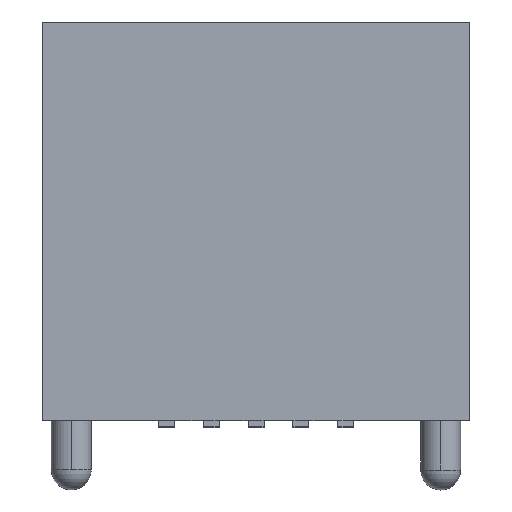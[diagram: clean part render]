
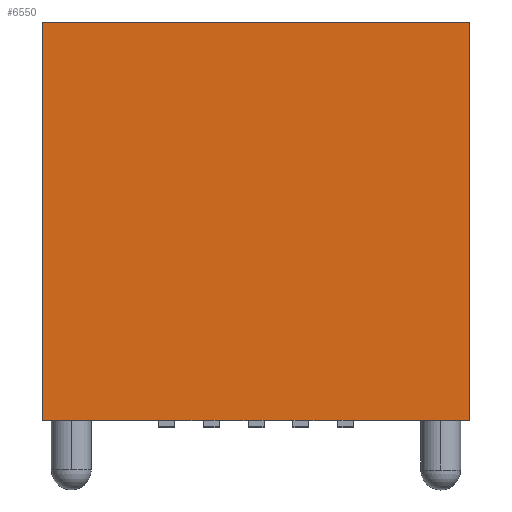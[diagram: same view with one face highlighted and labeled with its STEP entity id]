
A CAD part, top view. The second image highlights one B-rep face of the part: STEP entity #6550.
In plain terms, the highlighted planar face has unit normal (0, 0, 1).
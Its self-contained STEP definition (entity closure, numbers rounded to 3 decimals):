
#112=DIRECTION('',(1.,0.,0.));
#113=VECTOR('',#112,0.644);
#114=CARTESIAN_POINT('',(-9.318,0.,3.493));
#115=LINE('',#114,#113);
#144=DIRECTION('',(1.,0.,0.));
#145=VECTOR('',#144,0.644);
#146=CARTESIAN_POINT('',(-8.318,0.,3.493));
#147=LINE('',#146,#145);
#176=DIRECTION('',(1.,0.,0.));
#177=VECTOR('',#176,0.644);
#178=CARTESIAN_POINT('',(-7.318,0.,3.493));
#179=LINE('',#178,#177);
#208=DIRECTION('',(1.,0.,0.));
#209=VECTOR('',#208,0.644);
#210=CARTESIAN_POINT('',(-6.318,0.,3.493));
#211=LINE('',#210,#209);
#240=DIRECTION('',(1.,0.,0.));
#241=VECTOR('',#240,2.592);
#242=CARTESIAN_POINT('',(-5.318,0.,3.493));
#243=LINE('',#242,#241);
#268=DIRECTION('',(1.,0.,0.));
#269=VECTOR('',#268,2.592);
#270=CARTESIAN_POINT('',(-12.27,0.,3.493));
#271=LINE('',#270,#269);
#723=DIRECTION('',(-1.,0.,0.));
#724=VECTOR('',#723,9.544);
#725=CARTESIAN_POINT('',(-2.726,8.89,3.493));
#726=LINE('',#725,#724);
#915=DIRECTION('',(0.,-1.,0.));
#916=VECTOR('',#915,8.89);
#917=CARTESIAN_POINT('',(-2.726,8.89,3.493));
#918=LINE('',#917,#916);
#919=DIRECTION('',(-1.,0.,0.));
#920=VECTOR('',#919,0.356);
#921=CARTESIAN_POINT('',(-5.318,0.,3.493));
#922=LINE('',#921,#920);
#923=DIRECTION('',(-1.,0.,0.));
#924=VECTOR('',#923,0.356);
#925=CARTESIAN_POINT('',(-7.318,0.,3.493));
#926=LINE('',#925,#924);
#927=DIRECTION('',(-1.,0.,0.));
#928=VECTOR('',#927,0.356);
#929=CARTESIAN_POINT('',(-8.318,0.,3.493));
#930=LINE('',#929,#928);
#931=DIRECTION('',(-1.,0.,0.));
#932=VECTOR('',#931,0.36);
#933=CARTESIAN_POINT('',(-9.318,0.,3.493));
#934=LINE('',#933,#932);
#935=DIRECTION('',(0.,1.,0.));
#936=VECTOR('',#935,8.89);
#937=CARTESIAN_POINT('',(-12.27,0.,3.493));
#938=LINE('',#937,#936);
#3397=DIRECTION('',(1.,0.,0.));
#3398=VECTOR('',#3397,0.356);
#3399=CARTESIAN_POINT('',(-6.673,0.,3.493));
#3400=LINE('',#3399,#3398);
#4333=CARTESIAN_POINT('',(-9.678,0.,3.493));
#4335=VERTEX_POINT('',#4333);
#4384=CARTESIAN_POINT('',(-9.318,0.,3.493));
#4385=VERTEX_POINT('',#4384);
#4386=CARTESIAN_POINT('',(-8.673,0.,3.493));
#4387=VERTEX_POINT('',#4386);
#4400=CARTESIAN_POINT('',(-8.318,0.,3.493));
#4401=VERTEX_POINT('',#4400);
#4402=CARTESIAN_POINT('',(-7.673,0.,3.493));
#4403=VERTEX_POINT('',#4402);
#4416=CARTESIAN_POINT('',(-7.318,0.,3.493));
#4417=VERTEX_POINT('',#4416);
#4418=CARTESIAN_POINT('',(-6.673,0.,3.493));
#4419=VERTEX_POINT('',#4418);
#4432=CARTESIAN_POINT('',(-6.318,0.,3.493));
#4433=VERTEX_POINT('',#4432);
#4434=CARTESIAN_POINT('',(-5.673,0.,3.493));
#4435=VERTEX_POINT('',#4434);
#4448=CARTESIAN_POINT('',(-5.318,0.,3.493));
#4449=VERTEX_POINT('',#4448);
#4450=CARTESIAN_POINT('',(-2.726,0.,3.493));
#4451=VERTEX_POINT('',#4450);
#4466=CARTESIAN_POINT('',(-12.27,0.,3.493));
#4467=VERTEX_POINT('',#4466);
#4616=CARTESIAN_POINT('',(-2.726,8.89,3.493));
#4617=VERTEX_POINT('',#4616);
#4618=CARTESIAN_POINT('',(-12.27,8.89,3.493));
#4619=VERTEX_POINT('',#4618);
#6523=CARTESIAN_POINT('',(-10.884,4.445,3.493));
#6524=DIRECTION('',(0.,0.,1.));
#6525=DIRECTION('',(-1.,0.,0.));
#6526=AXIS2_PLACEMENT_3D('',#6523,#6524,#6525);
#6527=PLANE('',#6526);
#6528=ORIENTED_EDGE('',*,*,#6398,.F.);
#6529=ORIENTED_EDGE('',*,*,#6516,.T.);
#6530=ORIENTED_EDGE('',*,*,#5877,.F.);
#6532=ORIENTED_EDGE('',*,*,#6531,.T.);
#6533=ORIENTED_EDGE('',*,*,#5861,.F.);
#6535=ORIENTED_EDGE('',*,*,#6534,.F.);
#6536=ORIENTED_EDGE('',*,*,#5845,.F.);
#6538=ORIENTED_EDGE('',*,*,#6537,.T.);
#6539=ORIENTED_EDGE('',*,*,#5829,.F.);
#6541=ORIENTED_EDGE('',*,*,#6540,.T.);
#6542=ORIENTED_EDGE('',*,*,#5813,.F.);
#6544=ORIENTED_EDGE('',*,*,#6543,.T.);
#6545=ORIENTED_EDGE('',*,*,#5895,.F.);
#6547=ORIENTED_EDGE('',*,*,#6546,.T.);
#6548=EDGE_LOOP('',(#6528,#6529,#6530,#6532,#6533,#6535,#6536,#6538,#6539,#6541,
#6542,#6544,#6545,#6547));
#6549=FACE_OUTER_BOUND('',#6548,.F.);
#6550=ADVANCED_FACE('',(#6549),#6527,.T.);
#5813=EDGE_CURVE('',#4385,#4387,#115,.T.);
#5829=EDGE_CURVE('',#4401,#4403,#147,.T.);
#5845=EDGE_CURVE('',#4417,#4419,#179,.T.);
#5861=EDGE_CURVE('',#4433,#4435,#211,.T.);
#5877=EDGE_CURVE('',#4449,#4451,#243,.T.);
#5895=EDGE_CURVE('',#4467,#4335,#271,.T.);
#6398=EDGE_CURVE('',#4617,#4619,#726,.T.);
#6516=EDGE_CURVE('',#4617,#4451,#918,.T.);
#6531=EDGE_CURVE('',#4449,#4435,#922,.T.);
#6534=EDGE_CURVE('',#4419,#4433,#3400,.T.);
#6537=EDGE_CURVE('',#4417,#4403,#926,.T.);
#6540=EDGE_CURVE('',#4401,#4387,#930,.T.);
#6543=EDGE_CURVE('',#4385,#4335,#934,.T.);
#6546=EDGE_CURVE('',#4467,#4619,#938,.T.);
